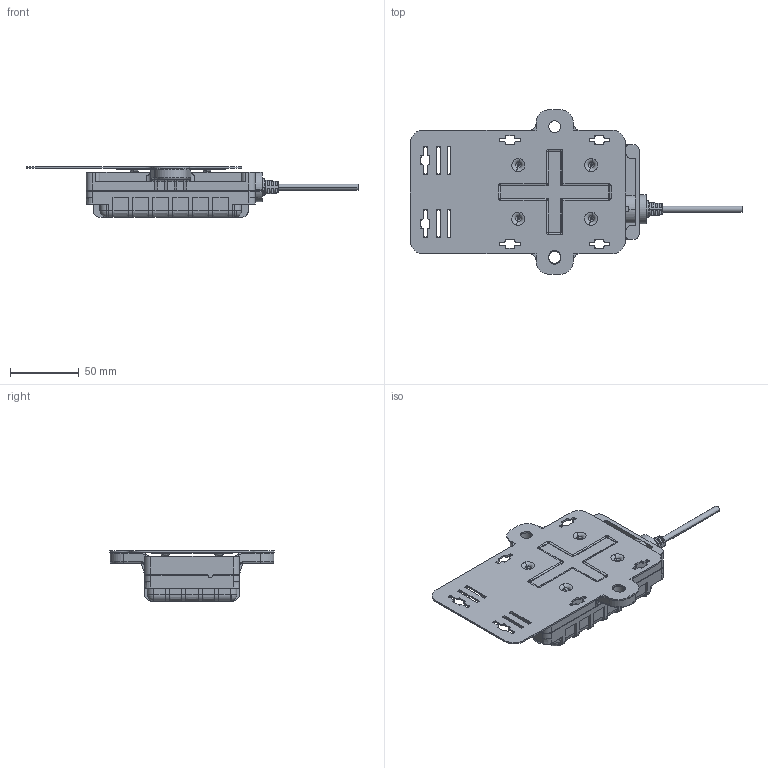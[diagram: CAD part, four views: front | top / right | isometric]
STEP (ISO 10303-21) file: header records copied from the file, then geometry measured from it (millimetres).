
FILE_DESCRIPTION(/* description */ (''),/* implementation_level */ '2;1');
FILE_NAME(/* name */ '中策接收机_stp.stp',/* time_stamp */ '2019-01-24T15:36:16+08:00',/* author */ (''),/* organization */ (''),/* preprocessor_version */ 'ST-DEVELOPER v16',/* originating_system */ 'SIEMENS PLM Software NX 10.0',/* authorisation */ '');
FILE_SCHEMA (('AP203_CONFIGURATION_CONTROLLED_3D_DESIGN_OF_MECHANICAL_PARTS_AND_ASSEMBLIES_MIM_LF { 1 0 10303 403 2 1 2}'));
Products named in the file (10): zhijia-1; NEW real ring; NEW HOUSE; NEW COVER; xian; 022057045; 050375043; PCBA; tianxian; 中策接收机_stp
Assembly tree (9 placements, depth 2):
  中策接收机_stp
    tianxian
    PCBA
    050375043
    022057045
    xian
    NEW COVER
    NEW HOUSE
    NEW real ring
    zhijia-1
Bounding box: 241.46 x 120 x 36.8 mm (x, y, z)
Volume: 127868.3 mm3; surface area: 116360.7 mm2
Topology: 9 solids, 9 shells, 1975 faces, 5190 edges, 3309 vertices
Faces by surface type: plane 1131, cylinder 484, bspline 124, cone 96, extrusion 76, torus 40, sphere 24
Entity records: 72362 total; most frequent: CARTESIAN_POINT 22418, ORIENTED_EDGE 10324, DIRECTION 9506, EDGE_CURVE 5162, VECTOR 3364, VERTEX_POINT 3309, LINE 3288, AXIS2_PLACEMENT_3D 3071
